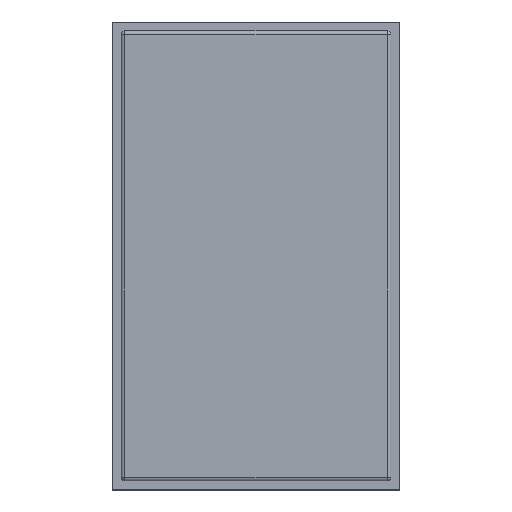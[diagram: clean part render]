
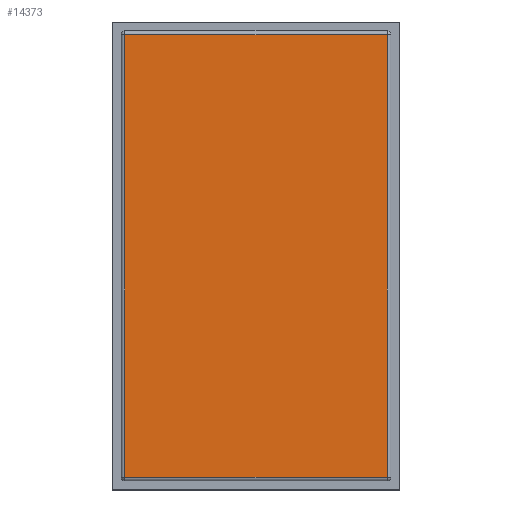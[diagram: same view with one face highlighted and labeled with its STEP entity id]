
A CAD part, top view. The second image highlights one B-rep face of the part: STEP entity #14373.
In plain terms, the highlighted planar face has unit normal (0, 0, 1).
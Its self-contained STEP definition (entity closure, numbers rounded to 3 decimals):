
#14210 = VERTEX_POINT('',#14211);
#14211 = CARTESIAN_POINT('',(-7.3,12.3,2.2));
#14235 = VERTEX_POINT('',#14236);
#14236 = CARTESIAN_POINT('',(-7.3,-12.3,2.2));
#14243 = EDGE_CURVE('',#14235,#14210,#14244,.T.);
#14244 = LINE('',#14245,#14246);
#14245 = CARTESIAN_POINT('',(-7.3,-12.5,2.2));
#14246 = VECTOR('',#14247,1.);
#14247 = DIRECTION('',(0.,1.,0.));
#14278 = VERTEX_POINT('',#14279);
#14279 = CARTESIAN_POINT('',(7.3,-12.3,2.2));
#14286 = EDGE_CURVE('',#14278,#14235,#14287,.T.);
#14287 = LINE('',#14288,#14289);
#14288 = CARTESIAN_POINT('',(7.5,-12.3,2.2));
#14289 = VECTOR('',#14290,1.);
#14290 = DIRECTION('',(-1.,0.,0.));
#14320 = VERTEX_POINT('',#14321);
#14321 = CARTESIAN_POINT('',(7.3,12.3,2.2));
#14328 = EDGE_CURVE('',#14320,#14278,#14329,.T.);
#14329 = LINE('',#14330,#14331);
#14330 = CARTESIAN_POINT('',(7.3,12.5,2.2));
#14331 = VECTOR('',#14332,1.);
#14332 = DIRECTION('',(0.,-1.,0.));
#14361 = EDGE_CURVE('',#14210,#14320,#14362,.T.);
#14362 = LINE('',#14363,#14364);
#14363 = CARTESIAN_POINT('',(-7.5,12.3,2.2));
#14364 = VECTOR('',#14365,1.);
#14365 = DIRECTION('',(1.,0.,0.));
#14373 = ADVANCED_FACE('',(#14374),#14380,.T.);
#14374 = FACE_BOUND('',#14375,.T.);
#14375 = EDGE_LOOP('',(#14376,#14377,#14378,#14379));
#14376 = ORIENTED_EDGE('',*,*,#14243,.F.);
#14377 = ORIENTED_EDGE('',*,*,#14286,.F.);
#14378 = ORIENTED_EDGE('',*,*,#14328,.F.);
#14379 = ORIENTED_EDGE('',*,*,#14361,.F.);
#14380 = PLANE('',#14381);
#14381 = AXIS2_PLACEMENT_3D('',#14382,#14383,#14384);
#14382 = CARTESIAN_POINT('',(0.,0.,2.2));
#14383 = DIRECTION('',(0.,0.,1.));
#14384 = DIRECTION('',(1.,0.,0.));
